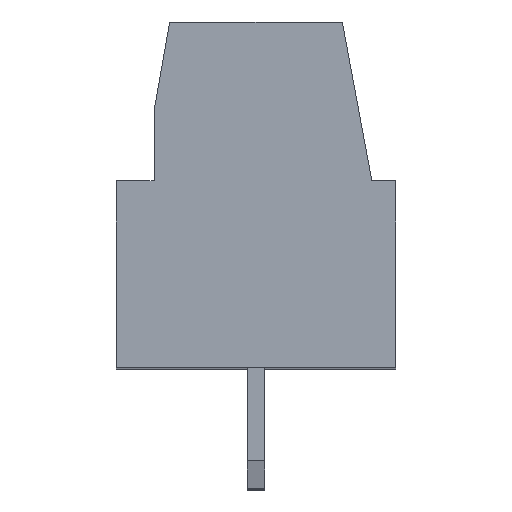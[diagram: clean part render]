
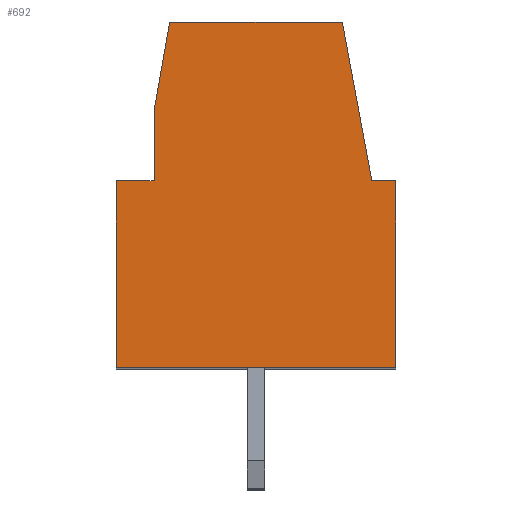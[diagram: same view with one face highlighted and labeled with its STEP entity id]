
A CAD part, top view. The second image highlights one B-rep face of the part: STEP entity #692.
In plain terms, the highlighted planar face has unit normal (0, 0, 1).
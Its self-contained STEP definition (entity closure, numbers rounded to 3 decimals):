
#692 = ADVANCED_FACE( '', ( #1453 ), #1454, .F. );
#1453 = FACE_OUTER_BOUND( '', #2294, .T. );
#1454 = PLANE( '', #2295 );
#2294 = EDGE_LOOP( '', ( #4138, #4139, #4140, #4141, #4142, #4143, #4144, #4145, #4146 ) );
#2295 = AXIS2_PLACEMENT_3D( '', #4147, #4148, #4149 );
#4138 = ORIENTED_EDGE( '', *, *, #5865, .T. );
#4139 = ORIENTED_EDGE( '', *, *, #5866, .F. );
#4140 = ORIENTED_EDGE( '', *, *, #5600, .F. );
#4141 = ORIENTED_EDGE( '', *, *, #5436, .F. );
#4142 = ORIENTED_EDGE( '', *, *, #5867, .F. );
#4143 = ORIENTED_EDGE( '', *, *, #5861, .F. );
#4144 = ORIENTED_EDGE( '', *, *, #5395, .F. );
#4145 = ORIENTED_EDGE( '', *, *, #5868, .T. );
#4146 = ORIENTED_EDGE( '', *, *, #5101, .F. );
#4147 = CARTESIAN_POINT( '', ( 0.81, -4.4, 0. ) );
#4148 = DIRECTION( '', ( 0., 0., -1. ) );
#4149 = DIRECTION( '', ( 0., -1., 0. ) );
#5101 = EDGE_CURVE( '', #6081, #6083, #6084, .T. );
#5395 = EDGE_CURVE( '', #6595, #6598, #6599, .T. );
#5436 = EDGE_CURVE( '', #6662, #6663, #6664, .T. );
#5600 = EDGE_CURVE( '', #6663, #6911, #6915, .T. );
#5861 = EDGE_CURVE( '', #6598, #7279, #7280, .T. );
#5865 = EDGE_CURVE( '', #6081, #7284, #7285, .T. );
#5866 = EDGE_CURVE( '', #6911, #7284, #7286, .T. );
#5867 = EDGE_CURVE( '', #7279, #6662, #7287, .T. );
#5868 = EDGE_CURVE( '', #6595, #6083, #7288, .T. );
#6081 = VERTEX_POINT( '', #7526 );
#6083 = VERTEX_POINT( '', #7529 );
#6084 = LINE( '', #7530, #7531 );
#6595 = VERTEX_POINT( '', #8258 );
#6598 = VERTEX_POINT( '', #8262 );
#6599 = LINE( '', #8263, #8264 );
#6662 = VERTEX_POINT( '', #8356 );
#6663 = VERTEX_POINT( '', #8357 );
#6664 = LINE( '', #8358, #8359 );
#6911 = VERTEX_POINT( '', #8730 );
#6915 = LINE( '', #8736, #8737 );
#7279 = VERTEX_POINT( '', #9284 );
#7280 = LINE( '', #9285, #9286 );
#7284 = VERTEX_POINT( '', #9291 );
#7285 = LINE( '', #9292, #9293 );
#7286 = LINE( '', #9294, #9295 );
#7287 = LINE( '', #9296, #9297 );
#7288 = LINE( '', #9298, #9299 );
#7526 = CARTESIAN_POINT( '', ( -6.55, 10., 0. ) );
#7529 = CARTESIAN_POINT( '', ( -1.55, 10., 0. ) );
#7530 = CARTESIAN_POINT( '', ( -6.55, 10., 0. ) );
#7531 = VECTOR( '', #9641, 1000. );
#8258 = CARTESIAN_POINT( '', ( -0.697, 5.4, 0. ) );
#8262 = CARTESIAN_POINT( '', ( 0., 5.4, 0. ) );
#8263 = CARTESIAN_POINT( '', ( -0.697, 5.4, 0. ) );
#8264 = VECTOR( '', #9925, 1000. );
#8356 = CARTESIAN_POINT( '', ( -8.1, 0., 0. ) );
#8357 = CARTESIAN_POINT( '', ( -8.1, 5.4, 0. ) );
#8358 = CARTESIAN_POINT( '', ( -8.1, 0., 0. ) );
#8359 = VECTOR( '', #9958, 1000. );
#8730 = CARTESIAN_POINT( '', ( -7., 5.4, 0. ) );
#8736 = CARTESIAN_POINT( '', ( -8.1, 5.4, 0. ) );
#8737 = VECTOR( '', #10094, 1000. );
#9284 = CARTESIAN_POINT( '', ( 0., 0., 0. ) );
#9285 = CARTESIAN_POINT( '', ( 0., 5.4, 0. ) );
#9286 = VECTOR( '', #10302, 1000. );
#9291 = CARTESIAN_POINT( '', ( -7., 7.448, 0. ) );
#9292 = CARTESIAN_POINT( '', ( -6.55, 10., 0. ) );
#9293 = VECTOR( '', #10304, 1000. );
#9294 = CARTESIAN_POINT( '', ( -7., 5.4, 0. ) );
#9295 = VECTOR( '', #10305, 1000. );
#9296 = CARTESIAN_POINT( '', ( 0., 0., 0. ) );
#9297 = VECTOR( '', #10306, 1000. );
#9298 = CARTESIAN_POINT( '', ( -0.697, 5.4, 0. ) );
#9299 = VECTOR( '', #10307, 1000. );
#9641 = DIRECTION( '', ( 1., 0., 0. ) );
#9925 = DIRECTION( '', ( 1., 0., 0. ) );
#9958 = DIRECTION( '', ( 0., 1., 0. ) );
#10094 = DIRECTION( '', ( 1., 0., 0. ) );
#10302 = DIRECTION( '', ( 0., -1., 0. ) );
#10304 = DIRECTION( '', ( -0.174, -0.985, 0. ) );
#10305 = DIRECTION( '', ( 0., 1., 0. ) );
#10306 = DIRECTION( '', ( -1., 0., 0. ) );
#10307 = DIRECTION( '', ( -0.182, 0.983, 0. ) );
